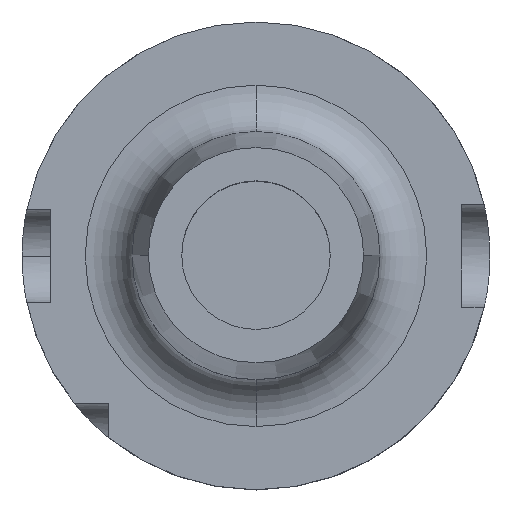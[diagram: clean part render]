
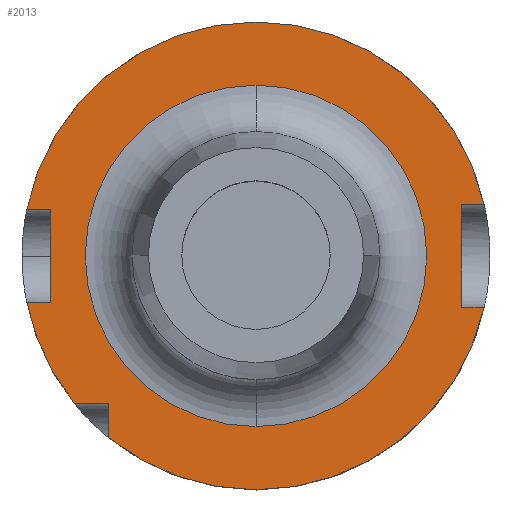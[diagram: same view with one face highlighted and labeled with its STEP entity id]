
A CAD part, top view. The second image highlights one B-rep face of the part: STEP entity #2013.
In plain terms, the highlighted planar face has unit normal (0, 0, 1).
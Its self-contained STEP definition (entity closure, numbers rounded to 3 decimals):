
#25 = VERTEX_POINT ( 'NONE', #1114 ) ;
#48 = CARTESIAN_POINT ( 'NONE',  ( 44., 11., 29. ) ) ;
#68 = ORIENTED_EDGE ( 'NONE', *, *, #1272, .F. ) ;
#77 = CARTESIAN_POINT ( 'NONE',  ( 0., 36.5, 29. ) ) ;
#130 = VERTEX_POINT ( 'NONE', #1195 ) ;
#162 = VECTOR ( 'NONE', #1685, 1000. ) ;
#169 = ORIENTED_EDGE ( 'NONE', *, *, #2465, .F. ) ;
#170 = CARTESIAN_POINT ( 'NONE',  ( 48.775, -11., 29. ) ) ;
#176 = DIRECTION ( 'NONE',  ( -1., 0., 0. ) ) ;
#195 = DIRECTION ( 'NONE',  ( 0., -1., 0. ) ) ;
#223 = LINE ( 'NONE', #2808, #1291 ) ;
#292 = ORIENTED_EDGE ( 'NONE', *, *, #1378, .F. ) ;
#298 = CARTESIAN_POINT ( 'NONE',  ( 0., -31.5, 29. ) ) ;
#308 = LINE ( 'NONE', #2340, #1966 ) ;
#310 = FACE_OUTER_BOUND ( 'NONE', #1730, .T. ) ;
#319 = AXIS2_PLACEMENT_3D ( 'NONE', #1253, #2779, #1472 ) ;
#331 = AXIS2_PLACEMENT_3D ( 'NONE', #2581, #1268, #2796 ) ;
#370 = CARTESIAN_POINT ( 'NONE',  ( 0., 11., 29. ) ) ;
#382 = CARTESIAN_POINT ( 'NONE',  ( 0., -10., 29. ) ) ;
#443 = LINE ( 'NONE', #370, #589 ) ;
#472 = AXIS2_PLACEMENT_3D ( 'NONE', #2141, #854, #2374 ) ;
#474 = CARTESIAN_POINT ( 'NONE',  ( -31.5, -38.83, 29. ) ) ;
#568 = DIRECTION ( 'NONE',  ( 0., -1., 0. ) ) ;
#589 = VECTOR ( 'NONE', #2092, 1000. ) ;
#605 = CARTESIAN_POINT ( 'NONE',  ( 0., 0., 29. ) ) ;
#634 = VERTEX_POINT ( 'NONE', #1035 ) ;
#661 = ORIENTED_EDGE ( 'NONE', *, *, #709, .T. ) ;
#674 = EDGE_CURVE ( 'NONE', #1463, #751, #2331, .T. ) ;
#709 = EDGE_CURVE ( 'NONE', #1989, #25, #2695, .T. ) ;
#751 = VERTEX_POINT ( 'NONE', #2148 ) ;
#827 = VECTOR ( 'NONE', #1167, 1000. ) ;
#830 = DIRECTION ( 'NONE',  ( -1., 0., 0. ) ) ;
#854 = DIRECTION ( 'NONE',  ( 0., 0., -1. ) ) ;
#861 = LINE ( 'NONE', #2346, #2528 ) ;
#875 = EDGE_CURVE ( 'NONE', #25, #1989, #1264, .T. ) ;
#890 = LINE ( 'NONE', #2568, #1901 ) ;
#896 = ORIENTED_EDGE ( 'NONE', *, *, #2801, .F. ) ;
#906 = EDGE_CURVE ( 'NONE', #1205, #634, #1784, .T. ) ;
#918 = CARTESIAN_POINT ( 'NONE',  ( 0., 0., 29. ) ) ;
#924 = ORIENTED_EDGE ( 'NONE', *, *, #906, .F. ) ;
#934 = DIRECTION ( 'NONE',  ( 0., 0., -1. ) ) ;
#954 = PLANE ( 'NONE',  #1022 ) ;
#973 = ORIENTED_EDGE ( 'NONE', *, *, #1470, .F. ) ;
#1022 = AXIS2_PLACEMENT_3D ( 'NONE', #1813, #2469, #1168 ) ;
#1026 = ORIENTED_EDGE ( 'NONE', *, *, #2731, .T. ) ;
#1035 = CARTESIAN_POINT ( 'NONE',  ( 48.775, 11., 29. ) ) ;
#1111 = VERTEX_POINT ( 'NONE', #2377 ) ;
#1114 = CARTESIAN_POINT ( 'NONE',  ( 0., -36.5, 29. ) ) ;
#1116 = ORIENTED_EDGE ( 'NONE', *, *, #1735, .T. ) ;
#1131 = DIRECTION ( 'NONE',  ( 0., 1., 0. ) ) ;
#1147 = DIRECTION ( 'NONE',  ( -1., 0., 0. ) ) ;
#1167 = DIRECTION ( 'NONE',  ( 0., 1., 0. ) ) ;
#1168 = DIRECTION ( 'NONE',  ( 0., -1., 0. ) ) ;
#1195 = CARTESIAN_POINT ( 'NONE',  ( -31.5, -31.5, 29. ) ) ;
#1205 = VERTEX_POINT ( 'NONE', #2131 ) ;
#1244 = AXIS2_PLACEMENT_3D ( 'NONE', #605, #1616, #568 ) ;
#1253 = CARTESIAN_POINT ( 'NONE',  ( 0., 0., 29. ) ) ;
#1264 = CIRCLE ( 'NONE', #331, 36.5 ) ;
#1268 = DIRECTION ( 'NONE',  ( 0., 0., -1. ) ) ;
#1272 = EDGE_CURVE ( 'NONE', #2246, #2705, #223, .T. ) ;
#1291 = VECTOR ( 'NONE', #1729, 1000. ) ;
#1359 = CARTESIAN_POINT ( 'NONE',  ( -48.99, -10., 29. ) ) ;
#1378 = EDGE_CURVE ( 'NONE', #1771, #1463, #2326, .T. ) ;
#1390 = LINE ( 'NONE', #2249, #827 ) ;
#1452 = FACE_BOUND ( 'NONE', #2303, .T. ) ;
#1463 = VERTEX_POINT ( 'NONE', #1359 ) ;
#1470 = EDGE_CURVE ( 'NONE', #2257, #130, #1390, .T. ) ;
#1472 = DIRECTION ( 'NONE',  ( 0., 1., 0. ) ) ;
#1616 = DIRECTION ( 'NONE',  ( 0., 0., -1. ) ) ;
#1685 = DIRECTION ( 'NONE',  ( 1., 0., 0. ) ) ;
#1729 = DIRECTION ( 'NONE',  ( 0., -1., 0. ) ) ;
#1730 = EDGE_LOOP ( 'NONE', ( #1870, #973, #896, #2552, #68, #1026, #924, #169, #2427, #1116, #2508, #292 ) ) ;
#1735 = EDGE_CURVE ( 'NONE', #2193, #751, #861, .T. ) ;
#1771 = VERTEX_POINT ( 'NONE', #2787 ) ;
#1784 = CIRCLE ( 'NONE', #472, 50. ) ;
#1813 = CARTESIAN_POINT ( 'NONE',  ( 0., 0., 29. ) ) ;
#1870 = ORIENTED_EDGE ( 'NONE', *, *, #2006, .F. ) ;
#1901 = VECTOR ( 'NONE', #830, 1000. ) ;
#1958 = CARTESIAN_POINT ( 'NONE',  ( -44., 10., 29. ) ) ;
#1966 = VECTOR ( 'NONE', #176, 1000. ) ;
#1985 = AXIS2_PLACEMENT_3D ( 'NONE', #2228, #934, #2446 ) ;
#1989 = VERTEX_POINT ( 'NONE', #77 ) ;
#2006 = EDGE_CURVE ( 'NONE', #130, #1771, #2621, .T. ) ;
#2013 = ADVANCED_FACE ( 'NONE', ( #1452, #310 ), #954, .T. ) ;
#2033 = VECTOR ( 'NONE', #1147, 1000. ) ;
#2092 = DIRECTION ( 'NONE',  ( 1., 0., 0. ) ) ;
#2131 = CARTESIAN_POINT ( 'NONE',  ( 0., 50., 29. ) ) ;
#2141 = CARTESIAN_POINT ( 'NONE',  ( 0., 0., 29. ) ) ;
#2148 = CARTESIAN_POINT ( 'NONE',  ( -44., -10., 29. ) ) ;
#2193 = VERTEX_POINT ( 'NONE', #1958 ) ;
#2228 = CARTESIAN_POINT ( 'NONE',  ( 0., 0., 29. ) ) ;
#2246 = VERTEX_POINT ( 'NONE', #48 ) ;
#2249 = CARTESIAN_POINT ( 'NONE',  ( -31.5, 0., 29. ) ) ;
#2257 = VERTEX_POINT ( 'NONE', #474 ) ;
#2303 = EDGE_LOOP ( 'NONE', ( #2602, #661 ) ) ;
#2319 = CARTESIAN_POINT ( 'NONE',  ( 44., -11., 29. ) ) ;
#2326 = CIRCLE ( 'NONE', #2639, 50. ) ;
#2331 = LINE ( 'NONE', #382, #162 ) ;
#2340 = CARTESIAN_POINT ( 'NONE',  ( 0., -11., 29. ) ) ;
#2346 = CARTESIAN_POINT ( 'NONE',  ( -44., -10., 29. ) ) ;
#2374 = DIRECTION ( 'NONE',  ( 0., 1., 0. ) ) ;
#2377 = CARTESIAN_POINT ( 'NONE',  ( -48.99, 10., 29. ) ) ;
#2427 = ORIENTED_EDGE ( 'NONE', *, *, #2811, .F. ) ;
#2438 = DIRECTION ( 'NONE',  ( 0., 0., -1. ) ) ;
#2446 = DIRECTION ( 'NONE',  ( 0., 1., 0. ) ) ;
#2465 = EDGE_CURVE ( 'NONE', #1111, #1205, #2593, .T. ) ;
#2469 = DIRECTION ( 'NONE',  ( 0., 0., 1. ) ) ;
#2481 = CIRCLE ( 'NONE', #319, 50. ) ;
#2508 = ORIENTED_EDGE ( 'NONE', *, *, #674, .F. ) ;
#2528 = VECTOR ( 'NONE', #195, 1000. ) ;
#2552 = ORIENTED_EDGE ( 'NONE', *, *, #2786, .T. ) ;
#2568 = CARTESIAN_POINT ( 'NONE',  ( 0., 10., 29. ) ) ;
#2581 = CARTESIAN_POINT ( 'NONE',  ( 0., 0., 29. ) ) ;
#2593 = CIRCLE ( 'NONE', #1985, 50. ) ;
#2602 = ORIENTED_EDGE ( 'NONE', *, *, #875, .T. ) ;
#2621 = LINE ( 'NONE', #298, #2033 ) ;
#2639 = AXIS2_PLACEMENT_3D ( 'NONE', #918, #2438, #1131 ) ;
#2695 = CIRCLE ( 'NONE', #1244, 36.5 ) ;
#2705 = VERTEX_POINT ( 'NONE', #2319 ) ;
#2731 = EDGE_CURVE ( 'NONE', #2246, #634, #443, .T. ) ;
#2769 = VERTEX_POINT ( 'NONE', #170 ) ;
#2779 = DIRECTION ( 'NONE',  ( 0., 0., -1. ) ) ;
#2786 = EDGE_CURVE ( 'NONE', #2769, #2705, #308, .T. ) ;
#2787 = CARTESIAN_POINT ( 'NONE',  ( -38.83, -31.5, 29. ) ) ;
#2796 = DIRECTION ( 'NONE',  ( 0., -1., 0. ) ) ;
#2801 = EDGE_CURVE ( 'NONE', #2769, #2257, #2481, .T. ) ;
#2808 = CARTESIAN_POINT ( 'NONE',  ( 44., -11., 29. ) ) ;
#2811 = EDGE_CURVE ( 'NONE', #2193, #1111, #890, .T. ) ;
